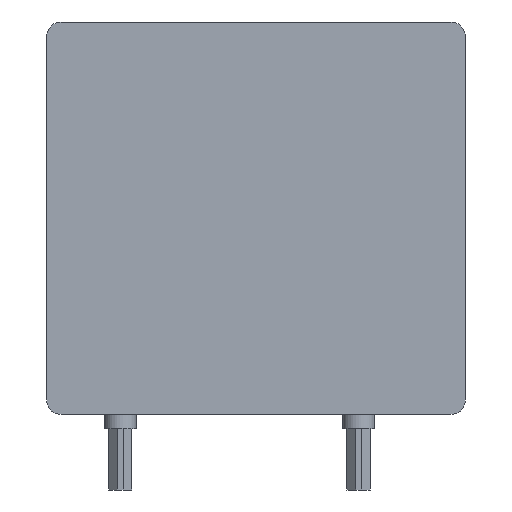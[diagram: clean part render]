
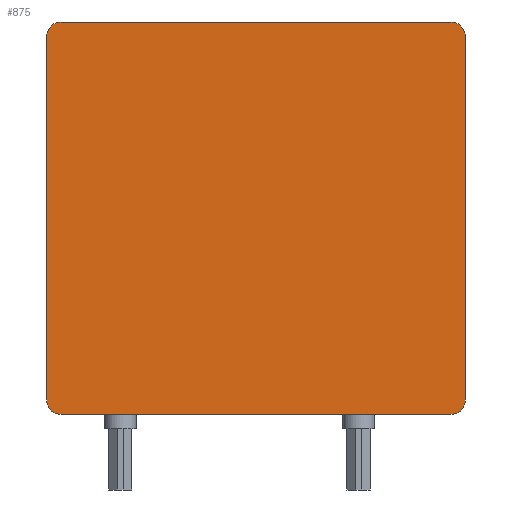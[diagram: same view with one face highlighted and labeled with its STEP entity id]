
A CAD part, left-side view. The second image highlights one B-rep face of the part: STEP entity #875.
In plain terms, the highlighted planar face has unit normal (-1, 0, 0).
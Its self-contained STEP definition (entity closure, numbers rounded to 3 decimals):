
#190 = VERTEX_POINT('',#191);
#191 = CARTESIAN_POINT('',(-1.3,2.03,0.));
#197 = EDGE_CURVE('',#190,#198,#200,.T.);
#198 = VERTEX_POINT('',#199);
#199 = CARTESIAN_POINT('',(-1.3,-11.37,0.));
#200 = LINE('',#201,#202);
#201 = CARTESIAN_POINT('',(-1.3,2.53,0.));
#202 = VECTOR('',#203,1.);
#203 = DIRECTION('',(0.,-1.,0.));
#219 = EDGE_CURVE('',#198,#220,#222,.T.);
#220 = VERTEX_POINT('',#221);
#221 = CARTESIAN_POINT('',(-1.3,-11.87,0.5));
#222 = CIRCLE('',#223,0.5);
#223 = AXIS2_PLACEMENT_3D('',#224,#225,#226);
#224 = CARTESIAN_POINT('',(-1.3,-11.37,0.5));
#225 = DIRECTION('',(-1.,0.,-0.));
#226 = DIRECTION('',(-0.,0.,1.));
#246 = EDGE_CURVE('',#247,#190,#249,.T.);
#247 = VERTEX_POINT('',#248);
#248 = CARTESIAN_POINT('',(-1.3,2.53,0.5));
#249 = CIRCLE('',#250,0.5);
#250 = AXIS2_PLACEMENT_3D('',#251,#252,#253);
#251 = CARTESIAN_POINT('',(-1.3,2.03,0.5));
#252 = DIRECTION('',(-1.,0.,0.));
#253 = DIRECTION('',(0.,0.,-1.));
#269 = EDGE_CURVE('',#220,#270,#272,.T.);
#270 = VERTEX_POINT('',#271);
#271 = CARTESIAN_POINT('',(-1.3,-11.87,13.));
#272 = LINE('',#273,#274);
#273 = CARTESIAN_POINT('',(-1.3,-11.87,0.));
#274 = VECTOR('',#275,1.);
#275 = DIRECTION('',(0.,0.,1.));
#790 = VERTEX_POINT('',#791);
#791 = CARTESIAN_POINT('',(-1.3,2.53,13.));
#797 = EDGE_CURVE('',#247,#790,#798,.T.);
#798 = LINE('',#799,#800);
#799 = CARTESIAN_POINT('',(-1.3,2.53,0.));
#800 = VECTOR('',#801,1.);
#801 = DIRECTION('',(0.,0.,1.));
#812 = EDGE_CURVE('',#813,#270,#815,.T.);
#813 = VERTEX_POINT('',#814);
#814 = CARTESIAN_POINT('',(-1.3,-11.37,13.5));
#815 = CIRCLE('',#816,0.5);
#816 = AXIS2_PLACEMENT_3D('',#817,#818,#819);
#817 = CARTESIAN_POINT('',(-1.3,-11.37,13.));
#818 = DIRECTION('',(1.,0.,0.));
#819 = DIRECTION('',(-0.,0.,1.));
#839 = VERTEX_POINT('',#840);
#840 = CARTESIAN_POINT('',(-1.3,2.03,13.5));
#846 = EDGE_CURVE('',#790,#839,#847,.T.);
#847 = CIRCLE('',#848,0.5);
#848 = AXIS2_PLACEMENT_3D('',#849,#850,#851);
#849 = CARTESIAN_POINT('',(-1.3,2.03,13.));
#850 = DIRECTION('',(1.,-0.,0.));
#851 = DIRECTION('',(0.,0.,-1.));
#864 = EDGE_CURVE('',#839,#813,#865,.T.);
#865 = LINE('',#866,#867);
#866 = CARTESIAN_POINT('',(-1.3,2.53,13.5));
#867 = VECTOR('',#868,1.);
#868 = DIRECTION('',(0.,-1.,0.));
#875 = ADVANCED_FACE('',(#876),#886,.F.);
#876 = FACE_BOUND('',#877,.F.);
#877 = EDGE_LOOP('',(#878,#879,#880,#881,#882,#883,#884,#885));
#878 = ORIENTED_EDGE('',*,*,#197,.F.);
#879 = ORIENTED_EDGE('',*,*,#246,.F.);
#880 = ORIENTED_EDGE('',*,*,#797,.T.);
#881 = ORIENTED_EDGE('',*,*,#846,.T.);
#882 = ORIENTED_EDGE('',*,*,#864,.T.);
#883 = ORIENTED_EDGE('',*,*,#812,.T.);
#884 = ORIENTED_EDGE('',*,*,#269,.F.);
#885 = ORIENTED_EDGE('',*,*,#219,.F.);
#886 = PLANE('',#887);
#887 = AXIS2_PLACEMENT_3D('',#888,#889,#890);
#888 = CARTESIAN_POINT('',(-1.3,2.53,0.));
#889 = DIRECTION('',(1.,0.,-0.));
#890 = DIRECTION('',(0.,-1.,0.));
